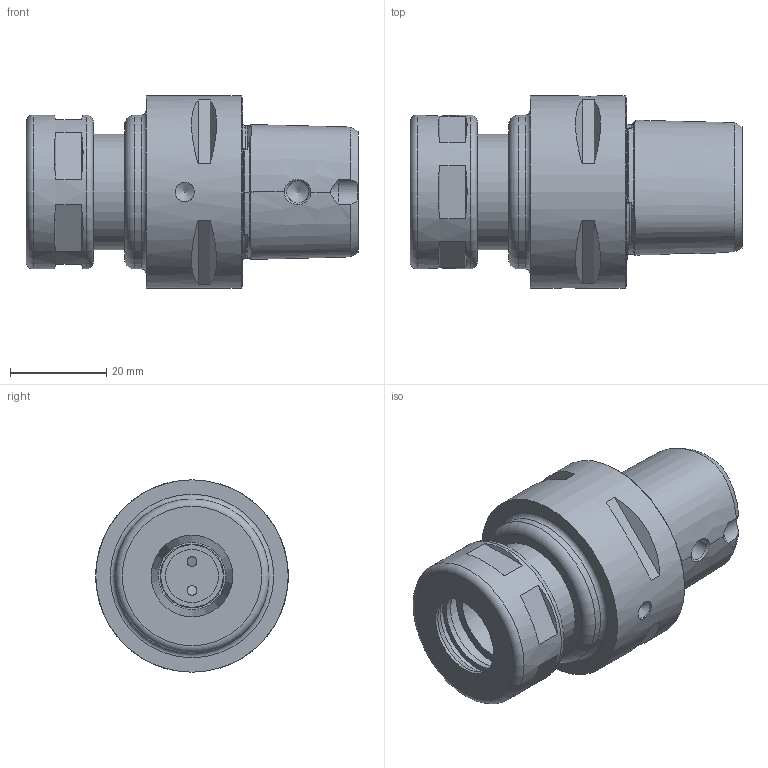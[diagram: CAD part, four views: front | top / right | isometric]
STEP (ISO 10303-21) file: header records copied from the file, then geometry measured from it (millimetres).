
FILE_DESCRIPTION((''),'2;1');
FILE_NAME('670000412045-3D.stp','2021-01-28T13:05:51',('nttooll'),(''),'Autodesk Inventor 2012','Autodesk Inventor 2012','');
FILE_SCHEMA(('AUTOMOTIVE_DESIGN { 1 0 10303 214 1 1 1 1 }'));
Length unit declared in the file: millimetre
Products named in the file (1): 670000412045-3D
Bounding box: 69 x 40 x 40 mm (x, y, z)
Volume: 41354.2 mm3; surface area: 14352.5 mm2
Topology: 1 solids, 1 shells, 131 faces, 285 edges, 180 vertices
Faces by surface type: plane 53, cylinder 31, cone 23, bspline 16, torus 8
Full cylindrical faces by diameter (mm): 2 x2, 4 x1, 4.599 x2, 4.6 x1, 11 x1, 13.3 x1, 14 x2, 14.5 x2, 17 x1, 18 x2, 18.2 x1, 20 x1, 20.5 x1, 24 x2, 32 x2, 40 x1
Entity records: 6685 total; most frequent: CARTESIAN_POINT 4166, DIRECTION 486, ORIENTED_EDGE 444, EDGE_CURVE 222, AXIS2_PLACEMENT_3D 214, EDGE_LOOP 206, VERTEX_POINT 166, FACE_OUTER_BOUND 129
